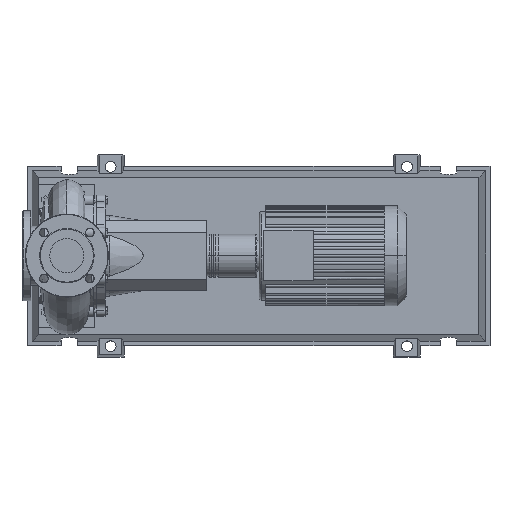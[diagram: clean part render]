
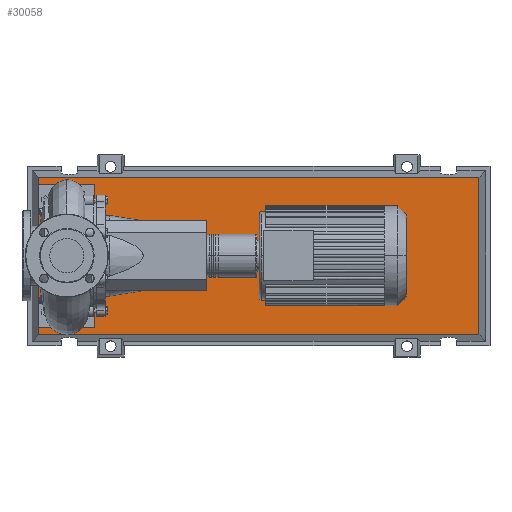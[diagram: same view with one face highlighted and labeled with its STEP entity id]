
A CAD part, top view. The second image highlights one B-rep face of the part: STEP entity #30058.
In plain terms, the highlighted planar face has unit normal (0, 0, 1).
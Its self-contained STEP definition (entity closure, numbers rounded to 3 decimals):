
#29739=CARTESIAN_POINT('',(917.971,-175.471,103.0));
#29740=VERTEX_POINT('',#29739);
#29747=CARTESIAN_POINT('',(-62.971,-175.471,103.0));
#29748=VERTEX_POINT('',#29747);
#29749=CARTESIAN_POINT('',(917.971,-175.471,103.0));
#29750=DIRECTION('',(-1.0,0.0,0.0));
#29751=VECTOR('',#29750,980.941);
#29752=LINE('',#29749,#29751);
#29753=EDGE_CURVE('',#29740,#29748,#29752,.T.);
#29971=CARTESIAN_POINT('',(917.971,175.471,103.0));
#29972=VERTEX_POINT('',#29971);
#29973=CARTESIAN_POINT('',(917.971,175.471,103.0));
#29974=DIRECTION('',(0.0,-1.0,0.0));
#29975=VECTOR('',#29974,350.941);
#29976=LINE('',#29973,#29975);
#29977=EDGE_CURVE('',#29972,#29740,#29976,.T.);
#29995=CARTESIAN_POINT('',(-62.971,175.471,103.0));
#29996=VERTEX_POINT('',#29995);
#29997=CARTESIAN_POINT('',(-62.971,-175.471,103.0));
#29998=DIRECTION('',(0.0,1.0,0.0));
#29999=VECTOR('',#29998,350.941);
#30000=LINE('',#29997,#29999);
#30001=EDGE_CURVE('',#29748,#29996,#30000,.T.);
#30034=CARTESIAN_POINT('',(-62.971,175.471,103.0));
#30035=DIRECTION('',(1.0,0.0,0.0));
#30036=VECTOR('',#30035,980.941);
#30037=LINE('',#30034,#30036);
#30038=EDGE_CURVE('',#29996,#29972,#30037,.T.);
#30047=CARTESIAN_POINT('',(427.5,0.,103.0));
#30048=DIRECTION('',(0.0,0.0,1.0));
#30049=DIRECTION('',(1.0,0.0,0.0));
#30050=AXIS2_PLACEMENT_3D('',#30047,#30048,#30049);
#30051=PLANE('',#30050);
#30052=ORIENTED_EDGE('',*,*,#29977,.F.);
#30053=ORIENTED_EDGE('',*,*,#30038,.F.);
#30054=ORIENTED_EDGE('',*,*,#30001,.F.);
#30055=ORIENTED_EDGE('',*,*,#29753,.F.);
#30056=EDGE_LOOP('',(#30052,#30053,#30054,#30055));
#30057=FACE_OUTER_BOUND('',#30056,.T.);
#30058=ADVANCED_FACE('',(#30057),#30051,.T.);
